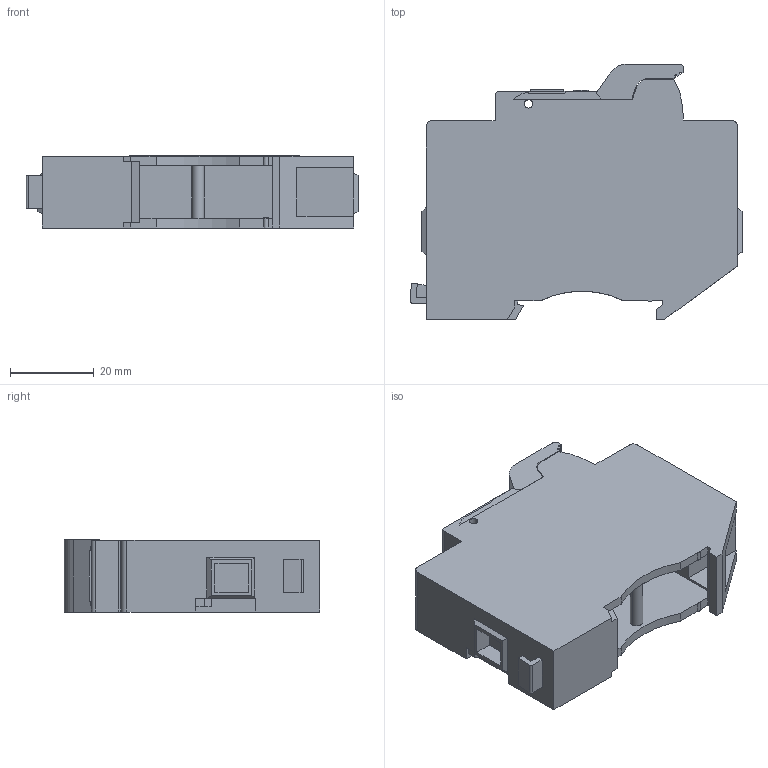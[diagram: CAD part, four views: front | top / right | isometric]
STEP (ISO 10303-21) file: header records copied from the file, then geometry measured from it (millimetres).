
FILE_DESCRIPTION(('STEP AP242'),'1');
FILE_NAME('df101pv.stp','2020-11-09T17:32:36',('TraceParts'),('TraceParts S.A.'),'Spatial InterOp 3D',' ',' ');
FILE_SCHEMA(('AP242_MANAGED_MODEL_BASED_3D_ENGINEERING_MIM_LF {1 0 10303 442 1 1 4}'));
Length unit declared in the file: millimetre
Products named in the file (1): df101pv_1
Bounding box: 79.25 x 61.05 x 17.2 mm (x, y, z)
Volume: 52979.3 mm3; surface area: 17286.7 mm2
Topology: 5 solids, 5 shells, 204 faces, 561 edges, 373 vertices
Faces by surface type: plane 157, cylinder 45, extrusion 2
Entity records: 6526 total; most frequent: CARTESIAN_POINT 1181, ORIENTED_EDGE 1122, DIRECTION 1080, EDGE_CURVE 561, VECTOR 454, LINE 452, VERTEX_POINT 373, AXIS2_PLACEMENT_3D 313
